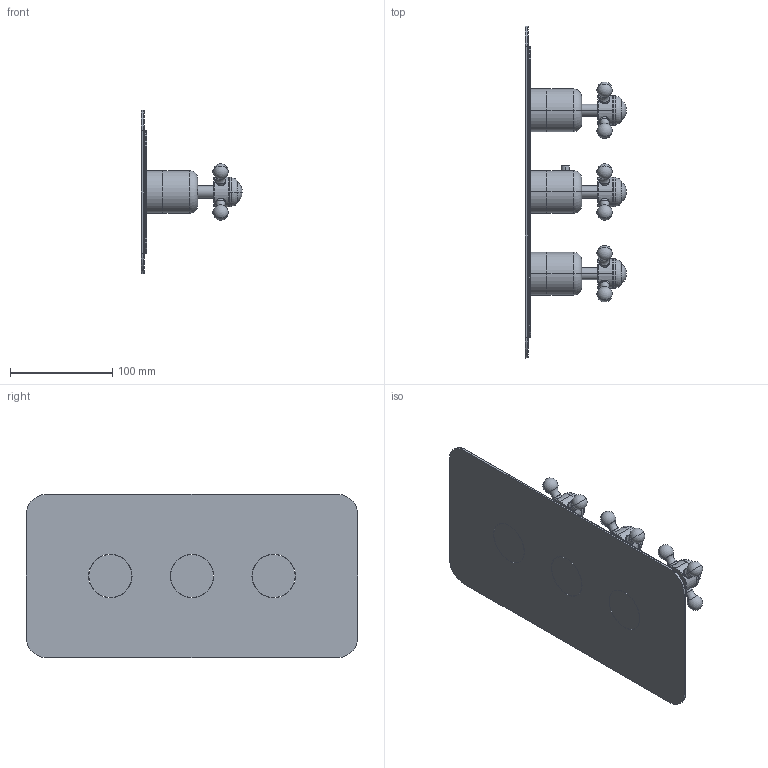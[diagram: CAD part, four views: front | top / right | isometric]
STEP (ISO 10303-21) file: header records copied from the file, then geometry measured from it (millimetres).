
FILE_DESCRIPTION((''),'2;1');
FILE_NAME('4300-011NEW','2018-08-08T',('MQ'),(''),'PRO/ENGINEER BY PARAMETRIC TECHNOLOGY CORPORATION, 2012130','PRO/ENGINEER BY PARAMETRIC TECHNOLOGY CORPORATION, 2012130','');
FILE_SCHEMA(('CONFIG_CONTROL_DESIGN'));
Length unit declared in the file: millimetre
Products named in the file (1): 4300-011NEW
Bounding box: 99 x 325 x 160 mm (x, y, z)
Volume: 494691.5 mm3; surface area: 150036.5 mm2
Topology: 4 solids, 4 shells, 213 faces, 466 edges, 263 vertices
Faces by surface type: cylinder 82, torus 68, plane 33, sphere 30
Entity records: 5988 total; most frequent: CARTESIAN_POINT 1238, DIRECTION 1140, ORIENTED_EDGE 872, AXIS2_PLACEMENT_3D 517, EDGE_CURVE 436, CIRCLE 304, VERTEX_POINT 263, EDGE_LOOP 251
